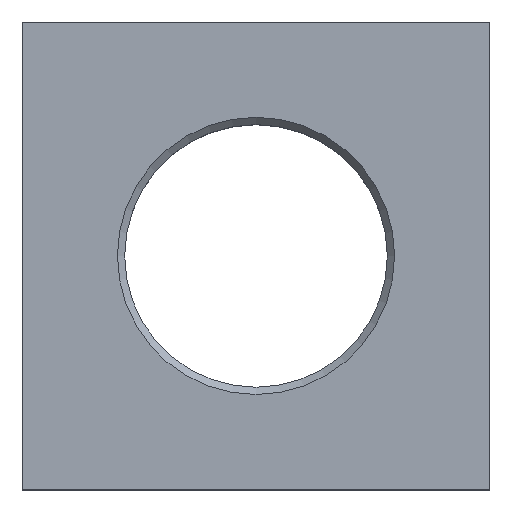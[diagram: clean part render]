
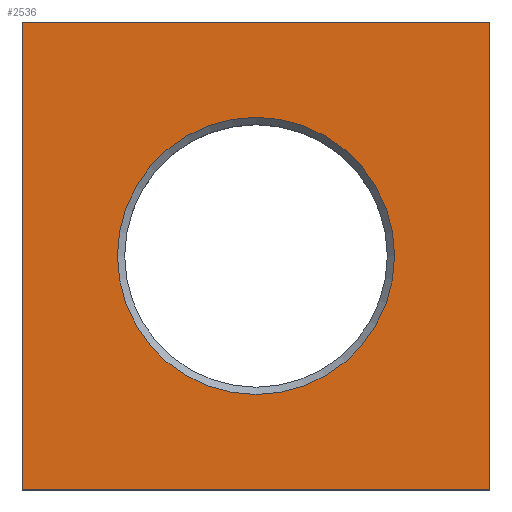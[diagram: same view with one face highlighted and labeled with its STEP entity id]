
A CAD part, top view. The second image highlights one B-rep face of the part: STEP entity #2536.
In plain terms, the highlighted planar face has unit normal (0, 0, 1).
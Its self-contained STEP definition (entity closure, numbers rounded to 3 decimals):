
#24=CIRCLE('',#2698,3.85);
#628=ORIENTED_EDGE('',*,*,#1018,.T.);
#629=ORIENTED_EDGE('',*,*,#946,.T.);
#630=ORIENTED_EDGE('',*,*,#934,.T.);
#631=ORIENTED_EDGE('',*,*,#904,.T.);
#632=ORIENTED_EDGE('',*,*,#995,.T.);
#904=EDGE_CURVE('',#1191,#1190,#1442,.T.);
#934=EDGE_CURVE('',#1207,#1191,#1472,.T.);
#946=EDGE_CURVE('',#1212,#1207,#1484,.T.);
#995=EDGE_CURVE('',#1190,#1212,#1533,.T.);
#1018=EDGE_CURVE('',#1235,#1235,#24,.T.);
#1190=VERTEX_POINT('',#3800);
#1191=VERTEX_POINT('',#3802);
#1207=VERTEX_POINT('',#3860);
#1212=VERTEX_POINT('',#3883);
#1235=VERTEX_POINT('',#4022);
#1442=LINE('',#3801,#1774);
#1472=LINE('',#3859,#1804);
#1484=LINE('',#3882,#1816);
#1533=LINE('',#3975,#1865);
#1774=VECTOR('',#3067,1000.);
#1804=VECTOR('',#3121,1000.);
#1816=VECTOR('',#3145,1000.);
#1865=VECTOR('',#3248,1000.);
#2057=EDGE_LOOP('',(#628));
#2058=EDGE_LOOP('',(#629,#630,#631,#632));
#2231=FACE_BOUND('',#2057,.T.);
#2232=FACE_BOUND('',#2058,.T.);
#2384=PLANE('',#2706);
#2536=ADVANCED_FACE('',(#2231,#2232),#2384,.T.);
#2698=AXIS2_PLACEMENT_3D('',#4021,#3305,#3306);
#2706=AXIS2_PLACEMENT_3D('',#4042,#3330,#3331);
#3067=DIRECTION('',(0.,1.,0.));
#3121=DIRECTION('',(1.,0.,0.));
#3145=DIRECTION('',(0.,-1.,0.));
#3248=DIRECTION('',(-1.,0.,0.));
#3305=DIRECTION('',(0.,0.,-1.));
#3306=DIRECTION('',(1.,0.,0.));
#3330=DIRECTION('',(0.,0.,1.));
#3331=DIRECTION('',(1.,0.,0.));
#3800=CARTESIAN_POINT('',(6.5,6.5,3.1));
#3801=CARTESIAN_POINT('',(6.5,-6.5,3.1));
#3802=CARTESIAN_POINT('',(6.5,-6.5,3.1));
#3859=CARTESIAN_POINT('',(-6.5,-6.5,3.1));
#3860=CARTESIAN_POINT('',(-6.5,-6.5,3.1));
#3882=CARTESIAN_POINT('',(-6.5,6.5,3.1));
#3883=CARTESIAN_POINT('',(-6.5,6.5,3.1));
#3975=CARTESIAN_POINT('',(6.5,6.5,3.1));
#4021=CARTESIAN_POINT('',(0.,0.,3.1));
#4022=CARTESIAN_POINT('',(3.85,0.,3.1));
#4042=CARTESIAN_POINT('',(-6.5,-6.5,3.1));
